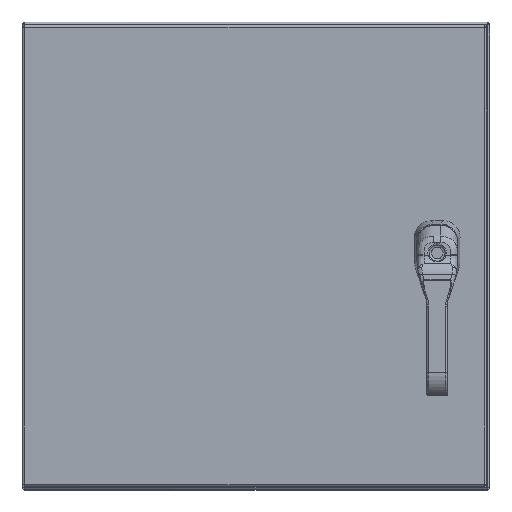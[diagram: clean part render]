
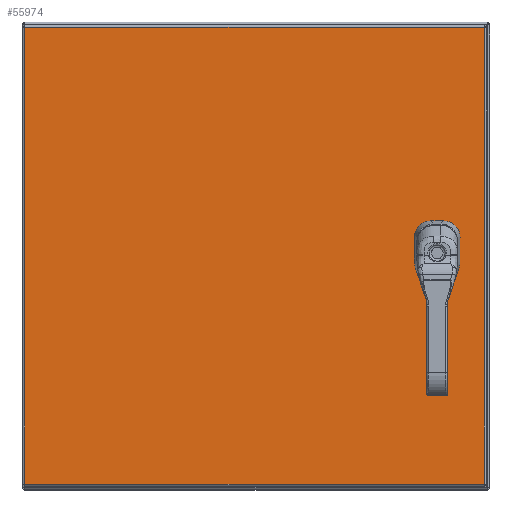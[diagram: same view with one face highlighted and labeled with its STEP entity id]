
A CAD part, top view. The second image highlights one B-rep face of the part: STEP entity #55974.
In plain terms, the highlighted planar face has unit normal (0, 0, 1).
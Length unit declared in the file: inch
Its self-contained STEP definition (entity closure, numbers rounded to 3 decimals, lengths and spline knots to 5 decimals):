
#508 = VECTOR ( 'NONE', #42396, 39.37008 ) ;
#1120 = CARTESIAN_POINT ( 'NONE',  ( 17.75, 10., 12.9175 ) ) ;
#2322 = FACE_BOUND ( 'NONE', #22493, .T. ) ;
#2389 = CARTESIAN_POINT ( 'NONE',  ( 17.61, 9.11397, 12.9175 ) ) ;
#2722 = VERTEX_POINT ( 'NONE', #62308 ) ;
#3689 = CARTESIAN_POINT ( 'NONE',  ( 0.10525, 0.23025, 12.9175 ) ) ;
#5112 = ORIENTED_EDGE ( 'NONE', *, *, #33222, .F. ) ;
#5175 = EDGE_CURVE ( 'NONE', #67741, #67741, #56788, .T. ) ;
#5461 = ORIENTED_EDGE ( 'NONE', *, *, #24581, .F. ) ;
#5762 = VECTOR ( 'NONE', #27034, 39.37008 ) ;
#6409 = ORIENTED_EDGE ( 'NONE', *, *, #53589, .F. ) ;
#6892 = DIRECTION ( 'NONE',  ( 0., 0., 1. ) ) ;
#7316 = DIRECTION ( 'NONE',  ( 0., -1., 0. ) ) ;
#7493 = CIRCLE ( 'NONE', #49282, 0.453 ) ;
#9434 = CARTESIAN_POINT ( 'NONE',  ( 17.96262, 9.6, 12.9175 ) ) ;
#9718 = DIRECTION ( 'NONE',  ( 0., 0., 1. ) ) ;
#9887 = DIRECTION ( 'NONE',  ( 0., 0., 1. ) ) ;
#10367 = VECTOR ( 'NONE', #7316, 39.37008 ) ;
#11901 = EDGE_CURVE ( 'NONE', #25323, #49036, #59246, .T. ) ;
#13191 = EDGE_CURVE ( 'NONE', #19485, #16349, #45974, .T. ) ;
#14074 = EDGE_CURVE ( 'NONE', #53899, #19485, #25307, .T. ) ;
#15079 = ORIENTED_EDGE ( 'NONE', *, *, #11901, .F. ) ;
#15447 = CARTESIAN_POINT ( 'NONE',  ( 18.15, 10., 12.9175 ) ) ;
#15773 = CARTESIAN_POINT ( 'NONE',  ( 17.75, 9.11397, 12.9175 ) ) ;
#16207 = LINE ( 'NONE', #62282, #28601 ) ;
#16259 = DIRECTION ( 'NONE',  ( 0., 1., 0. ) ) ;
#16349 = VERTEX_POINT ( 'NONE', #25420 ) ;
#16403 = EDGE_CURVE ( 'NONE', #47152, #56861, #7493, .T. ) ;
#18272 = DIRECTION ( 'NONE',  ( -1., 0., 0. ) ) ;
#19192 = CARTESIAN_POINT ( 'NONE',  ( 17.35, 10.21262, 12.9175 ) ) ;
#19278 = ORIENTED_EDGE ( 'NONE', *, *, #20172, .F. ) ;
#19407 = ORIENTED_EDGE ( 'NONE', *, *, #13191, .F. ) ;
#19485 = VERTEX_POINT ( 'NONE', #68978 ) ;
#20172 = EDGE_CURVE ( 'NONE', #47310, #27781, #66407, .T. ) ;
#20861 = CARTESIAN_POINT ( 'NONE',  ( 17.75, 10., 12.9175 ) ) ;
#21217 = CARTESIAN_POINT ( 'NONE',  ( 17.61, 8.62197, 12.9175 ) ) ;
#21667 = DIRECTION ( 'NONE',  ( 0., 0., 1. ) ) ;
#21989 = VERTEX_POINT ( 'NONE', #9434 ) ;
#22493 = EDGE_LOOP ( 'NONE', ( #35841 ) ) ;
#22685 = DIRECTION ( 'NONE',  ( 0., 0., -1. ) ) ;
#23161 = PLANE ( 'NONE',  #35794 ) ;
#24581 = EDGE_CURVE ( 'NONE', #49036, #47310, #60175, .T. ) ;
#25307 = LINE ( 'NONE', #26561, #67208 ) ;
#25323 = VERTEX_POINT ( 'NONE', #54899 ) ;
#25420 = CARTESIAN_POINT ( 'NONE',  ( 17.53738, 9.6, 12.9175 ) ) ;
#25976 = DIRECTION ( 'NONE',  ( -1., 0., 0. ) ) ;
#26529 = CARTESIAN_POINT ( 'NONE',  ( 19.76975, 19.76975, 12.9175 ) ) ;
#26561 = CARTESIAN_POINT ( 'NONE',  ( 17.35, 10., 12.9175 ) ) ;
#26592 = CARTESIAN_POINT ( 'NONE',  ( 18.15, 10.21262, 12.9175 ) ) ;
#27034 = DIRECTION ( 'NONE',  ( 0., 1., 0. ) ) ;
#27518 = ORIENTED_EDGE ( 'NONE', *, *, #14074, .F. ) ;
#27693 = VECTOR ( 'NONE', #28134, 39.37008 ) ;
#27781 = VERTEX_POINT ( 'NONE', #3689 ) ;
#28134 = DIRECTION ( 'NONE',  ( -1., 0., 0. ) ) ;
#28337 = AXIS2_PLACEMENT_3D ( 'NONE', #20861, #9718, #49403 ) ;
#28379 = DIRECTION ( 'NONE',  ( -1., 0., 0. ) ) ;
#28601 = VECTOR ( 'NONE', #16259, 39.37008 ) ;
#28867 = ORIENTED_EDGE ( 'NONE', *, *, #33027, .F. ) ;
#29886 = EDGE_CURVE ( 'NONE', #68276, #47152, #52001, .T. ) ;
#31391 = CARTESIAN_POINT ( 'NONE',  ( 18.15, 9.78738, 12.9175 ) ) ;
#31793 = VERTEX_POINT ( 'NONE', #21217 ) ;
#31812 = ORIENTED_EDGE ( 'NONE', *, *, #60468, .F. ) ;
#32784 = DIRECTION ( 'NONE',  ( -1., 0., 0. ) ) ;
#33027 = EDGE_CURVE ( 'NONE', #73775, #73775, #50965, .T. ) ;
#33131 = VECTOR ( 'NONE', #70731, 39.37008 ) ;
#33222 = EDGE_CURVE ( 'NONE', #27781, #25323, #16207, .T. ) ;
#33541 = CARTESIAN_POINT ( 'NONE',  ( 9.9375, 10.4, 12.9175 ) ) ;
#33663 = CARTESIAN_POINT ( 'NONE',  ( 17.61, 10.88497, 12.9175 ) ) ;
#33852 = LINE ( 'NONE', #33541, #27693 ) ;
#34233 = CARTESIAN_POINT ( 'NONE',  ( 19.76975, 0.23025, 12.9175 ) ) ;
#35794 = AXIS2_PLACEMENT_3D ( 'NONE', #51518, #22685, #28379 ) ;
#35841 = ORIENTED_EDGE ( 'NONE', *, *, #47055, .F. ) ;
#36985 = EDGE_LOOP ( 'NONE', ( #28867 ) ) ;
#37465 = AXIS2_PLACEMENT_3D ( 'NONE', #59536, #48969, #48733 ) ;
#37742 = CARTESIAN_POINT ( 'NONE',  ( 9.9375, 19.76975, 12.9175 ) ) ;
#38650 = CARTESIAN_POINT ( 'NONE',  ( 17.96262, 10.4, 12.9175 ) ) ;
#38779 = CIRCLE ( 'NONE', #37465, 0.14 ) ;
#38969 = DIRECTION ( 'NONE',  ( 0., -1., 0. ) ) ;
#42160 = CARTESIAN_POINT ( 'NONE',  ( 9.9375, 0.23025, 12.9175 ) ) ;
#42396 = DIRECTION ( 'NONE',  ( -1., 0., 0. ) ) ;
#42759 = ORIENTED_EDGE ( 'NONE', *, *, #46054, .F. ) ;
#43287 = AXIS2_PLACEMENT_3D ( 'NONE', #55255, #44725, #55982 ) ;
#43792 = DIRECTION ( 'NONE',  ( 0., 0., 1. ) ) ;
#43861 = CARTESIAN_POINT ( 'NONE',  ( 17.75, 10., 12.9175 ) ) ;
#44061 = FACE_BOUND ( 'NONE', #36985, .T. ) ;
#44725 = DIRECTION ( 'NONE',  ( 0., 0., 1. ) ) ;
#45500 = ORIENTED_EDGE ( 'NONE', *, *, #5175, .F. ) ;
#45846 = FACE_OUTER_BOUND ( 'NONE', #52606, .T. ) ;
#45974 = CIRCLE ( 'NONE', #55540, 0.453 ) ;
#46054 = EDGE_CURVE ( 'NONE', #21989, #68276, #56902, .T. ) ;
#47055 = EDGE_CURVE ( 'NONE', #31793, #31793, #38779, .T. ) ;
#47152 = VERTEX_POINT ( 'NONE', #26592 ) ;
#47310 = VERTEX_POINT ( 'NONE', #34233 ) ;
#48032 = CARTESIAN_POINT ( 'NONE',  ( 9.9375, 9.6, 12.9175 ) ) ;
#48287 = EDGE_CURVE ( 'NONE', #16349, #21989, #58153, .T. ) ;
#48733 = DIRECTION ( 'NONE',  ( -1., 0., 0. ) ) ;
#48969 = DIRECTION ( 'NONE',  ( 0., 0., 1. ) ) ;
#49036 = VERTEX_POINT ( 'NONE', #26529 ) ;
#49245 = CARTESIAN_POINT ( 'NONE',  ( 17.75, 10., 12.9175 ) ) ;
#49282 = AXIS2_PLACEMENT_3D ( 'NONE', #49245, #43792, #60808 ) ;
#49403 = DIRECTION ( 'NONE',  ( -1., 0., 0. ) ) ;
#49417 = FACE_BOUND ( 'NONE', #53740, .T. ) ;
#50965 = CIRCLE ( 'NONE', #68027, 0.14 ) ;
#51518 = CARTESIAN_POINT ( 'NONE',  ( 9.9375, 10., 12.9175 ) ) ;
#52001 = LINE ( 'NONE', #15447, #5762 ) ;
#52606 = EDGE_LOOP ( 'NONE', ( #19278, #5461, #15079, #5112 ) ) ;
#52749 = CARTESIAN_POINT ( 'NONE',  ( 19.76975, 10., 12.9175 ) ) ;
#53589 = EDGE_CURVE ( 'NONE', #56861, #2722, #33852, .T. ) ;
#53594 = CIRCLE ( 'NONE', #69664, 0.453 ) ;
#53740 = EDGE_LOOP ( 'NONE', ( #6409, #68081, #72390, #42759, #72386, #19407, #27518, #31812 ) ) ;
#53899 = VERTEX_POINT ( 'NONE', #19192 ) ;
#54899 = CARTESIAN_POINT ( 'NONE',  ( 0.10525, 19.76975, 12.9175 ) ) ;
#55255 = CARTESIAN_POINT ( 'NONE',  ( 17.75, 10.88497, 12.9175 ) ) ;
#55540 = AXIS2_PLACEMENT_3D ( 'NONE', #1120, #6892, #18272 ) ;
#55974 = ADVANCED_FACE ( 'NONE', ( #2322, #44061, #61073, #49417, #45846 ), #23161, .F. ) ;
#55982 = DIRECTION ( 'NONE',  ( -1., 0., 0. ) ) ;
#56788 = CIRCLE ( 'NONE', #43287, 0.14 ) ;
#56861 = VERTEX_POINT ( 'NONE', #38650 ) ;
#56902 = CIRCLE ( 'NONE', #28337, 0.453 ) ;
#57285 = EDGE_LOOP ( 'NONE', ( #45500 ) ) ;
#58153 = LINE ( 'NONE', #48032, #33131 ) ;
#59246 = LINE ( 'NONE', #37742, #63689 ) ;
#59536 = CARTESIAN_POINT ( 'NONE',  ( 17.75, 8.62197, 12.9175 ) ) ;
#60175 = LINE ( 'NONE', #52749, #10367 ) ;
#60468 = EDGE_CURVE ( 'NONE', #2722, #53899, #53594, .T. ) ;
#60808 = DIRECTION ( 'NONE',  ( -1., 0., 0. ) ) ;
#61073 = FACE_BOUND ( 'NONE', #57285, .T. ) ;
#62282 = CARTESIAN_POINT ( 'NONE',  ( 0.10525, 10., 12.9175 ) ) ;
#62308 = CARTESIAN_POINT ( 'NONE',  ( 17.53738, 10.4, 12.9175 ) ) ;
#63689 = VECTOR ( 'NONE', #66709, 39.37008 ) ;
#66407 = LINE ( 'NONE', #42160, #508 ) ;
#66709 = DIRECTION ( 'NONE',  ( 1., 0., 0. ) ) ;
#67208 = VECTOR ( 'NONE', #38969, 39.37008 ) ;
#67741 = VERTEX_POINT ( 'NONE', #33663 ) ;
#68027 = AXIS2_PLACEMENT_3D ( 'NONE', #15773, #21667, #32784 ) ;
#68081 = ORIENTED_EDGE ( 'NONE', *, *, #16403, .F. ) ;
#68276 = VERTEX_POINT ( 'NONE', #31391 ) ;
#68978 = CARTESIAN_POINT ( 'NONE',  ( 17.35, 9.78738, 12.9175 ) ) ;
#69664 = AXIS2_PLACEMENT_3D ( 'NONE', #43861, #9887, #25976 ) ;
#70731 = DIRECTION ( 'NONE',  ( 1., 0., 0. ) ) ;
#72386 = ORIENTED_EDGE ( 'NONE', *, *, #48287, .F. ) ;
#72390 = ORIENTED_EDGE ( 'NONE', *, *, #29886, .F. ) ;
#73775 = VERTEX_POINT ( 'NONE', #2389 ) ;
